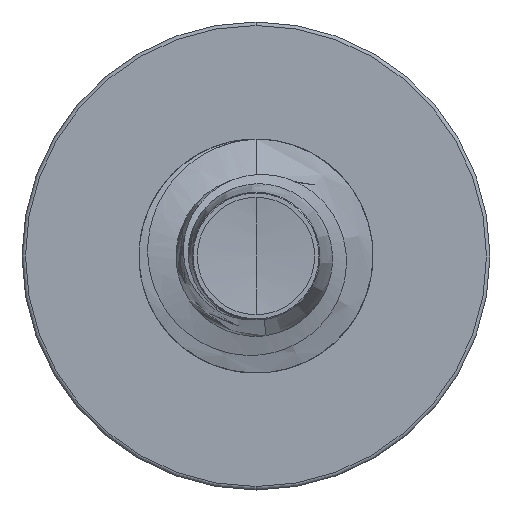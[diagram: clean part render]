
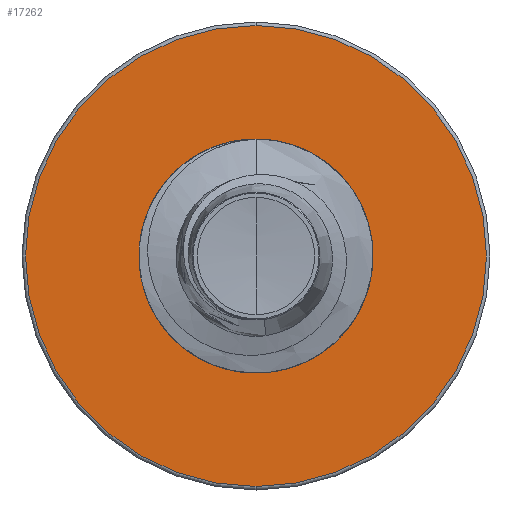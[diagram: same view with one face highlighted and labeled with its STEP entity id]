
A CAD part, front view. The second image highlights one B-rep face of the part: STEP entity #17262.
In plain terms, the highlighted planar face has unit normal (0, -1, 0).
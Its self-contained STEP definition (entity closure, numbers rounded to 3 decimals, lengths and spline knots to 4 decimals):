
#111 = DIRECTION ( 'NONE',  ( 0., 0., 1. ) ) ;
#182 = CIRCLE ( 'NONE', #918, 3.94 ) ;
#918 = AXIS2_PLACEMENT_3D ( 'NONE', #12982, #966, #14997 ) ;
#966 = DIRECTION ( 'NONE',  ( 0., 1., 0. ) ) ;
#1237 = CIRCLE ( 'NONE', #7559, 1.9888 ) ;
#2165 = CIRCLE ( 'NONE', #11039, 1.9888 ) ;
#2385 = CARTESIAN_POINT ( 'NONE',  ( 0., 22.5, 0. ) ) ;
#2580 = EDGE_CURVE ( 'NONE', #23615, #2872, #2165, .T. ) ;
#2872 = VERTEX_POINT ( 'NONE', #14397 ) ;
#3230 = FACE_OUTER_BOUND ( 'NONE', #19806, .T. ) ;
#3721 = FACE_BOUND ( 'NONE', #25440, .T. ) ;
#4432 = DIRECTION ( 'NONE',  ( 0., 0., 1. ) ) ;
#6839 = CARTESIAN_POINT ( 'NONE',  ( 0., 22.5, 1.9888 ) ) ;
#7559 = AXIS2_PLACEMENT_3D ( 'NONE', #20374, #8459, #22381 ) ;
#8053 = ORIENTED_EDGE ( 'NONE', *, *, #2580, .T. ) ;
#8459 = DIRECTION ( 'NONE',  ( 0., 1., 0. ) ) ;
#8940 = CIRCLE ( 'NONE', #13871, 3.94 ) ;
#10731 = AXIS2_PLACEMENT_3D ( 'NONE', #22823, #24799, #12892 ) ;
#10854 = EDGE_CURVE ( 'NONE', #20977, #16153, #182, .T. ) ;
#11039 = AXIS2_PLACEMENT_3D ( 'NONE', #2385, #16386, #4432 ) ;
#12153 = DIRECTION ( 'NONE',  ( 0., 1., 0. ) ) ;
#12209 = CARTESIAN_POINT ( 'NONE',  ( 0., 22.5, -3.94 ) ) ;
#12892 = DIRECTION ( 'NONE',  ( 0., 0., 1. ) ) ;
#12982 = CARTESIAN_POINT ( 'NONE',  ( 0., 22.5, 0. ) ) ;
#13871 = AXIS2_PLACEMENT_3D ( 'NONE', #24064, #12153, #111 ) ;
#14397 = CARTESIAN_POINT ( 'NONE',  ( 0., 22.5, -1.9888 ) ) ;
#14672 = EDGE_CURVE ( 'NONE', #16153, #20977, #8940, .T. ) ;
#14997 = DIRECTION ( 'NONE',  ( 0., 0., 1. ) ) ;
#16153 = VERTEX_POINT ( 'NONE', #12209 ) ;
#16386 = DIRECTION ( 'NONE',  ( 0., 1., 0. ) ) ;
#16549 = PLANE ( 'NONE',  #10731 ) ;
#16781 = CARTESIAN_POINT ( 'NONE',  ( 0., 22.5, 3.94 ) ) ;
#17262 = ADVANCED_FACE ( 'NONE', ( #3230, #3721 ), #16549, .F. ) ;
#18489 = ORIENTED_EDGE ( 'NONE', *, *, #14672, .F. ) ;
#19523 = EDGE_CURVE ( 'NONE', #2872, #23615, #1237, .T. ) ;
#19806 = EDGE_LOOP ( 'NONE', ( #23226, #18489 ) ) ;
#20374 = CARTESIAN_POINT ( 'NONE',  ( 0., 22.5, 0. ) ) ;
#20977 = VERTEX_POINT ( 'NONE', #16781 ) ;
#21924 = ORIENTED_EDGE ( 'NONE', *, *, #19523, .T. ) ;
#22381 = DIRECTION ( 'NONE',  ( 0., 0., 1. ) ) ;
#22823 = CARTESIAN_POINT ( 'NONE',  ( 0., 22.5, -1.9888 ) ) ;
#23226 = ORIENTED_EDGE ( 'NONE', *, *, #10854, .F. ) ;
#23615 = VERTEX_POINT ( 'NONE', #6839 ) ;
#24064 = CARTESIAN_POINT ( 'NONE',  ( 0., 22.5, 0. ) ) ;
#24799 = DIRECTION ( 'NONE',  ( 0., 1., 0. ) ) ;
#25440 = EDGE_LOOP ( 'NONE', ( #8053, #21924 ) ) ;
